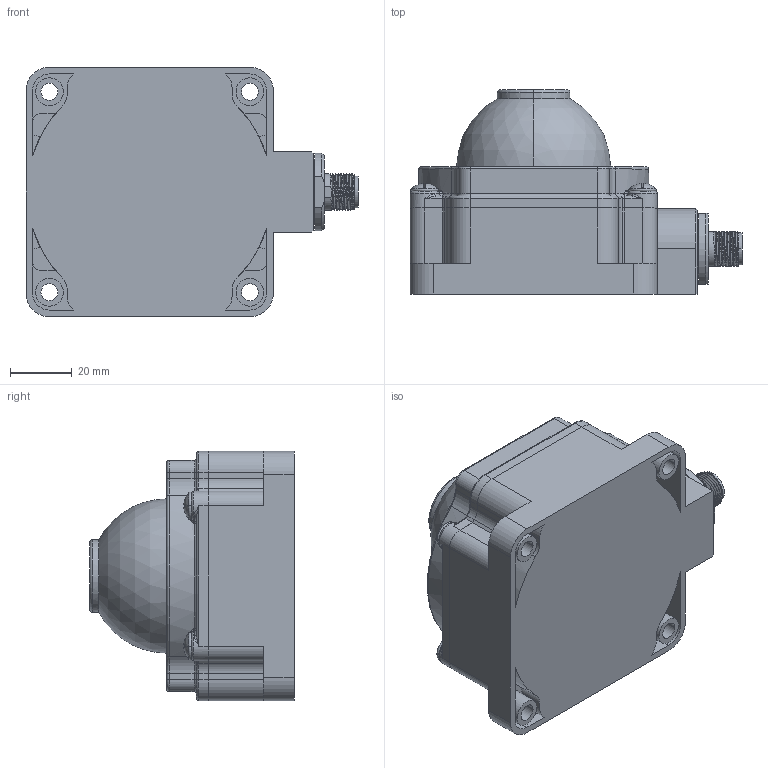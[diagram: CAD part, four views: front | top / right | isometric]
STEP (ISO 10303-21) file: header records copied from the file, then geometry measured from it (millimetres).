
FILE_DESCRIPTION((''),'2;1');
FILE_NAME('144883_ASM','2020-06-03T11:58:13',('PDMAdmin'),('BANNER ENGINEERING'),'CREO PARAMETRIC BY PTC INC, 2019292','CREO PARAMETRIC BY PTC INC, 2019292','');
FILE_SCHEMA(('CONFIG_CONTROL_DESIGN'));
Products named in the file (13): 120796; 129405; 129406; 107054; 41089; 130456_ASM; 129260; 129240; 131071; 142957; 131461; 133450_ASM; 144883_ASM
Assembly tree (15 placements, depth 3):
  144883_ASM
    130456_ASM
      120796
      129405
      129406
      107054
      41089
    129260
    129240
    131071  x4
    133450_ASM
      142957
      131461
Bounding box: 107.59 x 66.31 x 80.85 mm (x, y, z)
Volume: 96554.1 mm3; surface area: 86346.5 mm2
Topology: 13 solids, 17 shells, 1203 faces, 3024 edges, 1929 vertices
Faces by surface type: plane 540, cylinder 350, torus 124, cone 72, bspline 71, sphere 46
Entity records: 42994 total; most frequent: CARTESIAN_POINT 14829, DIRECTION 6059, ORIENTED_EDGE 5740, EDGE_CURVE 2878, AXIS2_PLACEMENT_3D 2346, VERTEX_POINT 1839, VECTOR 1367, LINE 1367
